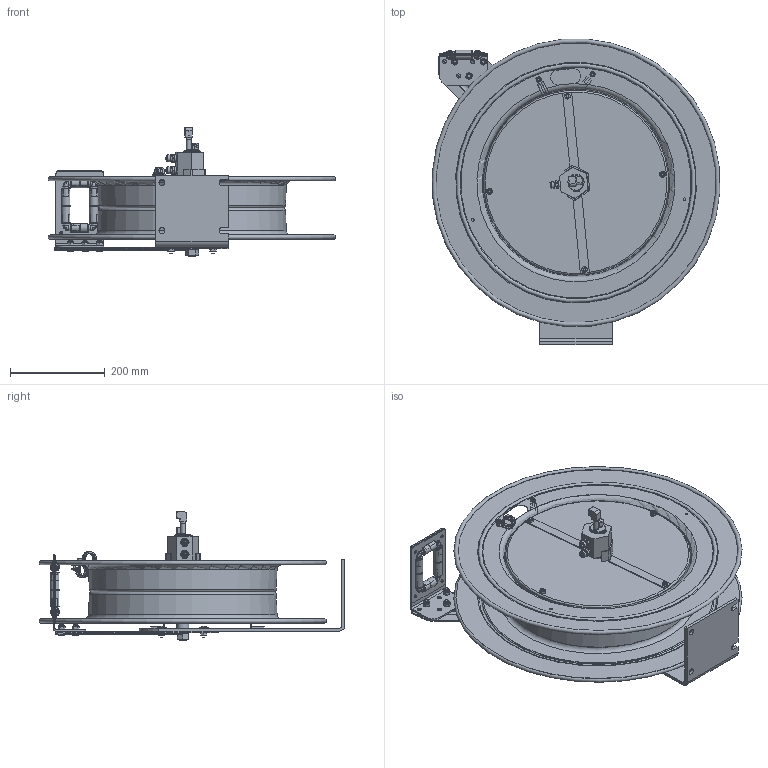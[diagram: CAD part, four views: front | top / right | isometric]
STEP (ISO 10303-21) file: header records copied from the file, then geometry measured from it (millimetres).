
FILE_DESCRIPTION(/* description */ (''),/* implementation_level */ '2;1');
FILE_NAME(/* name */ 'EZ-SHWT-1100_SHARED.stp',/* time_stamp */ '2020-02-27T15:13:52-07:00',/* author */ ('NMelton'),/* organization */ (''),/* preprocessor_version */ 'ST-DEVELOPER v17',/* originating_system */ 'Autodesk Inventor 2019',/* authorisation */ '');
FILE_SCHEMA (('AUTOMOTIVE_DESIGN { 1 0 10303 214 3 1 1 }'));
Products named in the file (1): EZ-SHWT-1100_SHARED
Bounding box: 607.8 x 646.8 x 271.17 mm (x, y, z)
Surface area: 1804644.4 mm2 (no closed solid volume)
Topology: 0 solids, 156 shells, 2518 faces, 10252 edges, 7558 vertices
Faces by surface type: plane 1210, cylinder 634, bspline 353, cone 197, torus 96, sphere 28
Full cylindrical faces by diameter (mm): 1.93 x2, 2.54 x1, 3.048 x1, 3.962 x2, 4.699 x4, 4.75 x3, 4.826 x2, 5.08 x2, 5.159 x1, 5.182 x2, 5.556 x1, 5.575 x1, 5.588 x4, 6.35 x8, 7.112 x2, 7.938 x3, 8.636 x7, 8.89 x3, 10.312 x1, 10.414 x1, 11.43 x3, 11.557 x4, 12.192 x7, 12.7 x2, 14.287 x2, 15.875 x1, 19.05 x7, 25.362 x1, 25.578 x2, 28.448 x1
Entity records: 114296 total; most frequent: CARTESIAN_POINT 32248, ORIENTED_EDGE 15317, DIRECTION 14901, EDGE_CURVE 10223, VERTEX_POINT 7558, LINE 5699, VECTOR 5699, AXIS2_PLACEMENT_3D 4601
